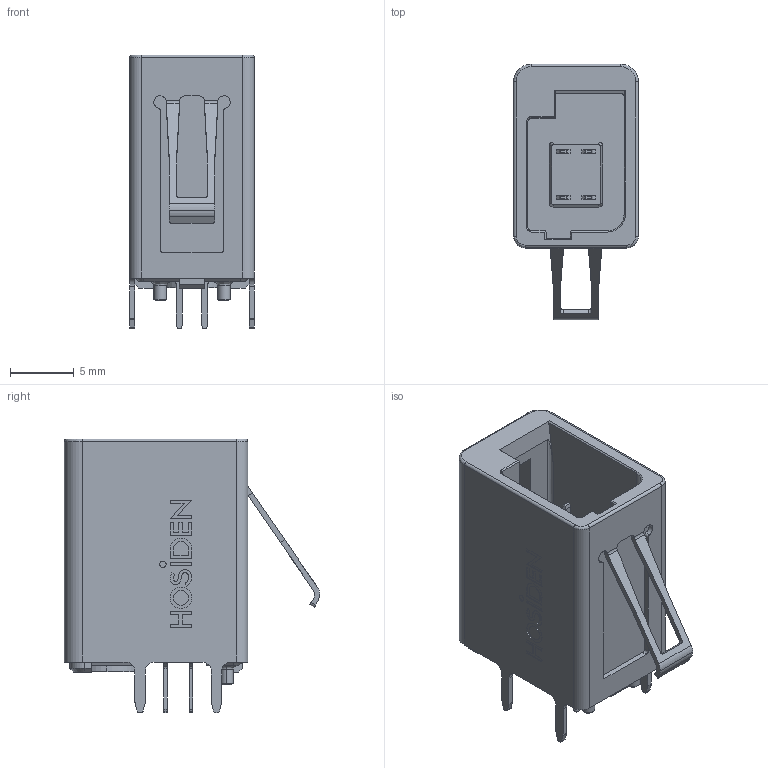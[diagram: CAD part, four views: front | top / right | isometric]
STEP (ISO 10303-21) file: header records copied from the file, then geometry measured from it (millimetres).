
FILE_DESCRIPTION (( 'STEP AP203' ), '1' );
FILE_NAME ('CMS1901-010010_Key0.STEP', '2016-03-10T02:40:39', ( '' ), ( '' ), 'SwSTEP 2.0', 'SolidWorks 2015', '' );
FILE_SCHEMA (( 'CONFIG_CONTROL_DESIGN' ));
Length unit declared in the file: millimetre
Products named in the file (2): CMS1901-020010_Key0; CMS1901-010010_Key0
Assembly tree (1 placements, depth 2):
  CMS1901-010010_Key0
    CMS1901-020010_Key0
Bounding box: 9.8 x 20.05 x 21.5 mm (x, y, z)
Volume: 1621.5 mm3; surface area: 2867.1 mm2
Topology: 1 solids, 1 shells, 483 faces, 1303 edges, 841 vertices
Faces by surface type: plane 333, cylinder 120, cone 17, bspline 13
Entity records: 15539 total; most frequent: CARTESIAN_POINT 3067, ORIENTED_EDGE 2606, DIRECTION 2496, EDGE_CURVE 1303, VECTOR 1020, LINE 1020, VERTEX_POINT 841, AXIS2_PLACEMENT_3D 738
